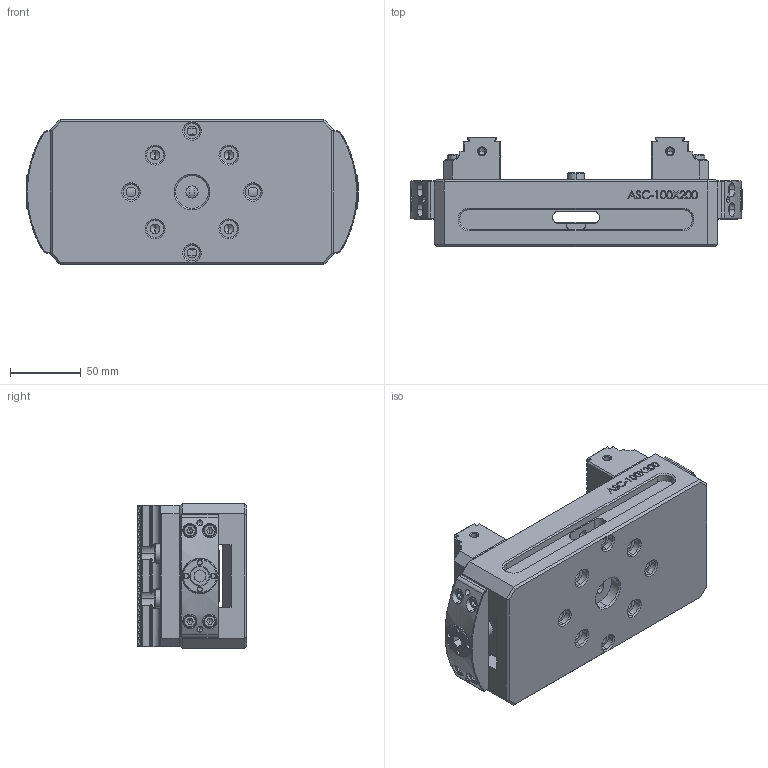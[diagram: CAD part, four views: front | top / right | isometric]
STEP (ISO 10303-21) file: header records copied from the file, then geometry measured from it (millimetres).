
FILE_DESCRIPTION (( 'STEP AP214' ), '1' );
FILE_NAME ('ASC-100X200.STEP', '2021-04-09T06:49:14', ( 'WinXP' ), ( 'MyPC' ), 'SwSTEP 2.0', 'SolidWorks 2010', '' );
FILE_SCHEMA (( 'AUTOMOTIVE_DESIGN' ));
Length unit declared in the file: millimetre
Products named in the file (1): ASC-100X200
Bounding box: 234 x 77 x 102 mm (x, y, z)
Volume: 962265 mm3; surface area: 207288.7 mm2
Topology: 30 solids, 30 shells, 1976 faces, 4915 edges, 3016 vertices
Faces by surface type: plane 928, cylinder 552, cone 376, bspline 84, torus 36
Entity records: 93702 total; most frequent: CARTESIAN_POINT 26302, ORIENTED_EDGE 9638, DIRECTION 9155, EDGE_CURVE 4819, AXIS2_PLACEMENT_3D 3205, VERTEX_POINT 3016, LINE 2745, VECTOR 2745
